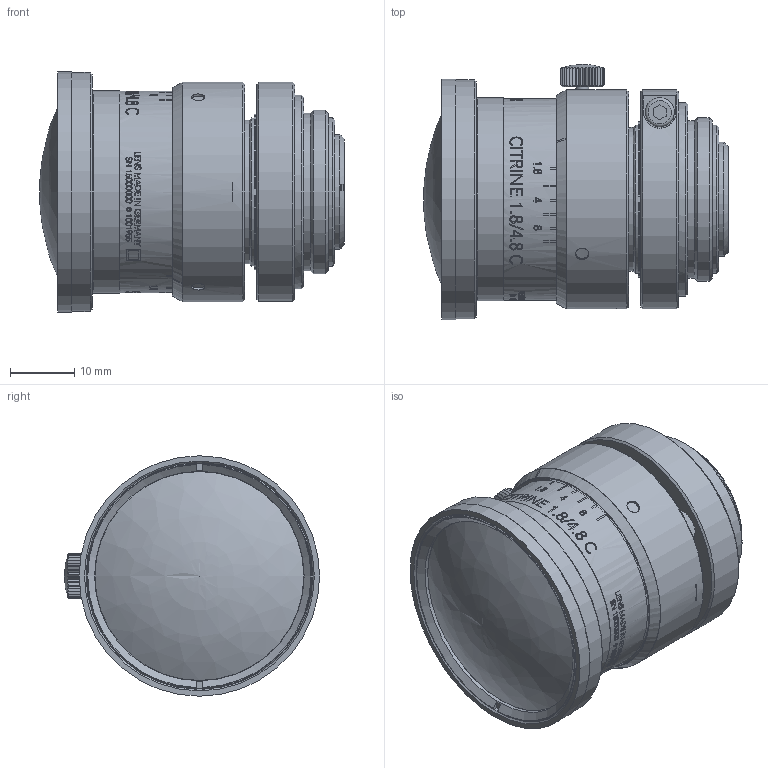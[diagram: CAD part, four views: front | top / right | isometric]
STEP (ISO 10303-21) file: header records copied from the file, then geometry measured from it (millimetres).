
FILE_DESCRIPTION(/* description */ (''),/* implementation_level */ '2;1');
FILE_NAME(/* name */ '1001955_00165317_001.stp',/* time_stamp */ '2022-01-26T07:22:33+01:00',/* author */ (''),/* organization */ (''),/* preprocessor_version */ 'ST-DEVELOPER v16',/* originating_system */ 'SIEMENS PLM Software NX 10.0',/* authorisation */ '');
FILE_SCHEMA (('AP203_CONFIGURATION_CONTROLLED_3D_DESIGN_OF_MECHANICAL_PARTS_AND_ASSEMBLIES_MIM_LF { 1 0 10303 403 2 1 2}'));
Length unit declared in the file: millimetre
Products named in the file (1): Froe5C1C2AC1b001
Bounding box: 47.28 x 39.59 x 37.3 mm (x, y, z)
Volume: 34452.6 mm3; surface area: 12104.7 mm2
Topology: 1 solids, 7 shells, 567 faces, 1873 edges, 1444 vertices
Faces by surface type: plane 266, cylinder 235, cone 55, torus 8, revolution 2, sphere 1
Full cylindrical faces by diameter (mm): 1.1 x1, 1.7 x3, 1.9 x3, 2 x1, 2.05 x3, 2.5 x1, 2.7 x3, 4.5 x1, 11 x1, 12.5 x1, 13.01 x1, 17.8 x1, 18.1 x1, 19.5 x1, 20 x1, 22.3 x1, 23 x3, 24.4 x1, 25.138 x1, 25.4 x1, 30 x1, 31.3 x2, 31.5 x1, 32 x1, 32.5 x1, 34 x1, 37.1 x1, 37.3 x1
Entity records: 23251 total; most frequent: CARTESIAN_POINT 8007, ORIENTED_EDGE 3525, DIRECTION 2463, EDGE_CURVE 1780, VERTEX_POINT 1418, AXIS2_PLACEMENT_3D 985, B_SPLINE_CURVE_WITH_KNOTS 834, EDGE_LOOP 793
